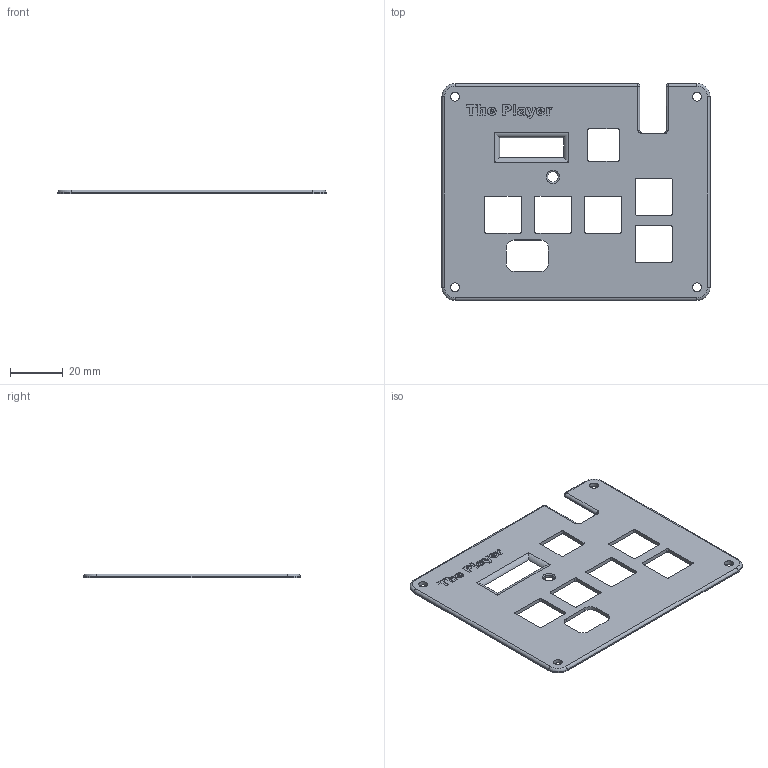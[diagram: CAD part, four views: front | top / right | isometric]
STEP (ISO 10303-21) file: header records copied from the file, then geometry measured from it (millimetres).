
FILE_DESCRIPTION(/* description */ (''),/* implementation_level */ '2;1');
FILE_NAME(/* name */ 'TOP.step',/* time_stamp */ '2025-06-28T21:24:40-04:00',/* author */ (''),/* organization */ (''),/* preprocessor_version */ 'ST-DEVELOPER v20.1',/* originating_system */ 'Autodesk Translation Framework v14.10.0.0',/* authorisation */ '');
FILE_SCHEMA (('AUTOMOTIVE_DESIGN { 1 0 10303 214 3 1 1 }'));
Length unit declared in the file: millimetre
Products named in the file (1): TOP FINAL
Bounding box: 101.96 x 82.51 x 1.5 mm (x, y, z)
Volume: 9828.6 mm3; surface area: 14465.6 mm2
Topology: 1 solids, 1 shells, 276 faces, 759 edges, 496 vertices
Faces by surface type: plane 105, bspline 98, cylinder 60, torus 11, sphere 2
Full cylindrical faces by diameter (mm): 3.4 x4, 4 x1
Entity records: 9827 total; most frequent: CARTESIAN_POINT 3322, ORIENTED_EDGE 1514, DIRECTION 1032, EDGE_CURVE 757, VERTEX_POINT 496, LINE 428, VECTOR 428, EDGE_LOOP 315
